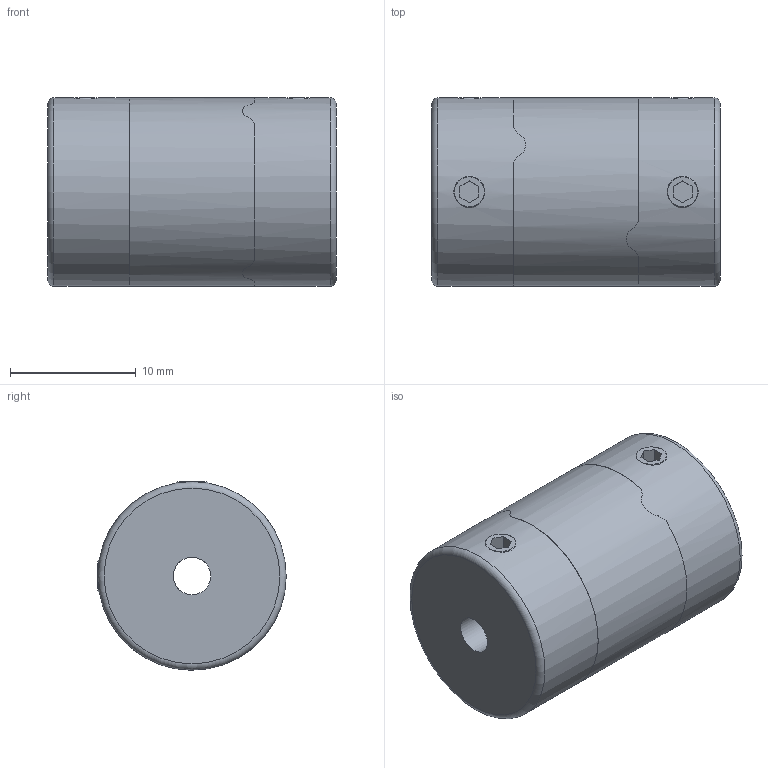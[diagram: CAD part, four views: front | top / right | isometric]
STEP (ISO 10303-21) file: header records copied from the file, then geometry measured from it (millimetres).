
FILE_DESCRIPTION(/* description */ ('STEP AP214'),/* implementation_level */ '2;1');
FILE_NAME(/* name */ 'XGT-15-3-5',/* time_stamp */ '2024-06-05T11:03:26+02:00',/* author */ ('License CC BY-ND 4.0'),/* organization */ ('CADENAS'),/* preprocessor_version */ 'ST-DEVELOPER v19.3',/* originating_system */ 'PARTsolutions',/* authorisation */ ' ');
FILE_SCHEMA (('AUTOMOTIVE_DESIGN {1 0 10303 214 3 1 1}'));
Length unit declared in the file: millimetre
Products named in the file (6): XGT-15-3-5; XGT-15 - 3-5 - Hub 1; XGT-15 - 3-5 - rubber1; XGT-15 - 3-5 - Hub 2; XGT-15 - 3-5 -bolt2; XGT-15 - 3-5 -bolt
Assembly tree (7 placements, depth 2):
  XGT-15-3-5
    XGT-15 - 3-5 - Hub 1
    XGT-15 - 3-5 - rubber1
    XGT-15 - 3-5 - Hub 2
    XGT-15 - 3-5 -bolt2  x2
    XGT-15 - 3-5 -bolt  x2
Bounding box: 23 x 15 x 15 mm (x, y, z)
Volume: 3610 mm3; surface area: 2779.5 mm2
Topology: 7 solids, 7 shells, 86 faces, 209 edges, 135 vertices
Faces by surface type: plane 58, cylinder 18, cone 8, torus 2
Full cylindrical faces by diameter (mm): 2.459 x4, 3 x5, 5 x1, 6 x1, 15 x3
Entity records: 1985 total; most frequent: CARTESIAN_POINT 428, DIRECTION 299, ORIENTED_EDGE 258, EDGE_CURVE 129, AXIS2_PLACEMENT_3D 120, VERTEX_POINT 93, EDGE_LOOP 92, FACE_BOUND 92
